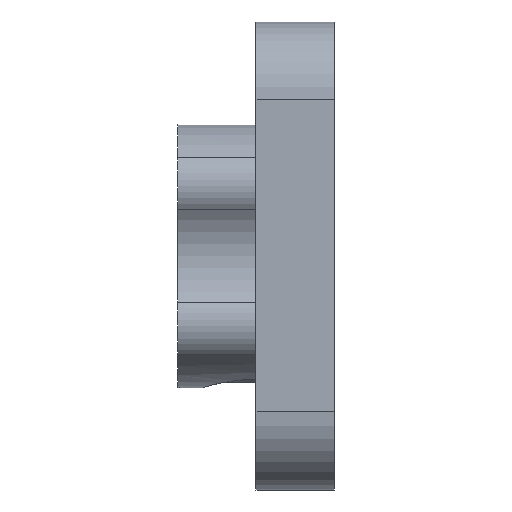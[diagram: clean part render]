
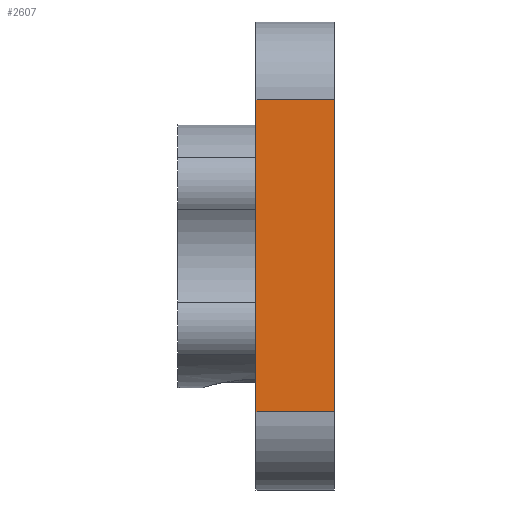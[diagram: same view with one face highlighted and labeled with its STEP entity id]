
A CAD part, left-side view. The second image highlights one B-rep face of the part: STEP entity #2607.
In plain terms, the highlighted planar face has unit normal (-1, 0, 0).
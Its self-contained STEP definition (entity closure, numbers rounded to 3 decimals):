
#208 = CARTESIAN_POINT ( 'NONE',  ( -12., 4., 0. ) ) ;
#310 = DIRECTION ( 'NONE',  ( 0., 0., 1. ) ) ;
#1236 = VERTEX_POINT ( 'NONE', #2832 ) ;
#1466 = CARTESIAN_POINT ( 'NONE',  ( -12., 0., 0. ) ) ;
#1669 = LINE ( 'NONE', #16648, #15485 ) ;
#2607 = ADVANCED_FACE ( 'NONE', ( #14905 ), #2806, .T. ) ;
#2806 = PLANE ( 'NONE',  #6063 ) ;
#2832 = CARTESIAN_POINT ( 'NONE',  ( -12., 0., 8. ) ) ;
#4086 = CARTESIAN_POINT ( 'NONE',  ( -12., 4., 8. ) ) ;
#4110 = VERTEX_POINT ( 'NONE', #7269 ) ;
#5992 = LINE ( 'NONE', #1466, #17676 ) ;
#5998 = DIRECTION ( 'NONE',  ( 0., -1., 0. ) ) ;
#6063 = AXIS2_PLACEMENT_3D ( 'NONE', #208, #11892, #310 ) ;
#7013 = LINE ( 'NONE', #16606, #13024 ) ;
#7262 = VERTEX_POINT ( 'NONE', #4086 ) ;
#7269 = CARTESIAN_POINT ( 'NONE',  ( -12., 4., -8. ) ) ;
#8221 = DIRECTION ( 'NONE',  ( 0., 0., -1. ) ) ;
#8431 = EDGE_CURVE ( 'NONE', #1236, #8743, #5992, .T. ) ;
#8743 = VERTEX_POINT ( 'NONE', #20266 ) ;
#8788 = CARTESIAN_POINT ( 'NONE',  ( -12., 4., 8. ) ) ;
#9827 = ORIENTED_EDGE ( 'NONE', *, *, #8431, .F. ) ;
#10939 = EDGE_CURVE ( 'NONE', #4110, #8743, #7013, .T. ) ;
#11892 = DIRECTION ( 'NONE',  ( -1., 0., 0. ) ) ;
#12782 = EDGE_CURVE ( 'NONE', #7262, #4110, #1669, .T. ) ;
#13024 = VECTOR ( 'NONE', #19276, 1000. ) ;
#13724 = ORIENTED_EDGE ( 'NONE', *, *, #12782, .T. ) ;
#14068 = VECTOR ( 'NONE', #5998, 1000. ) ;
#14905 = FACE_OUTER_BOUND ( 'NONE', #19399, .T. ) ;
#15485 = VECTOR ( 'NONE', #25689, 1000. ) ;
#16606 = CARTESIAN_POINT ( 'NONE',  ( -12., 4., -8. ) ) ;
#16648 = CARTESIAN_POINT ( 'NONE',  ( -12., 4., 0. ) ) ;
#16829 = ORIENTED_EDGE ( 'NONE', *, *, #10939, .T. ) ;
#17060 = ORIENTED_EDGE ( 'NONE', *, *, #21101, .F. ) ;
#17676 = VECTOR ( 'NONE', #8221, 1000. ) ;
#19276 = DIRECTION ( 'NONE',  ( 0., -1., 0. ) ) ;
#19399 = EDGE_LOOP ( 'NONE', ( #9827, #17060, #13724, #16829 ) ) ;
#20266 = CARTESIAN_POINT ( 'NONE',  ( -12., 0., -8. ) ) ;
#21101 = EDGE_CURVE ( 'NONE', #7262, #1236, #28248, .T. ) ;
#25689 = DIRECTION ( 'NONE',  ( 0., 0., -1. ) ) ;
#28248 = LINE ( 'NONE', #8788, #14068 ) ;
